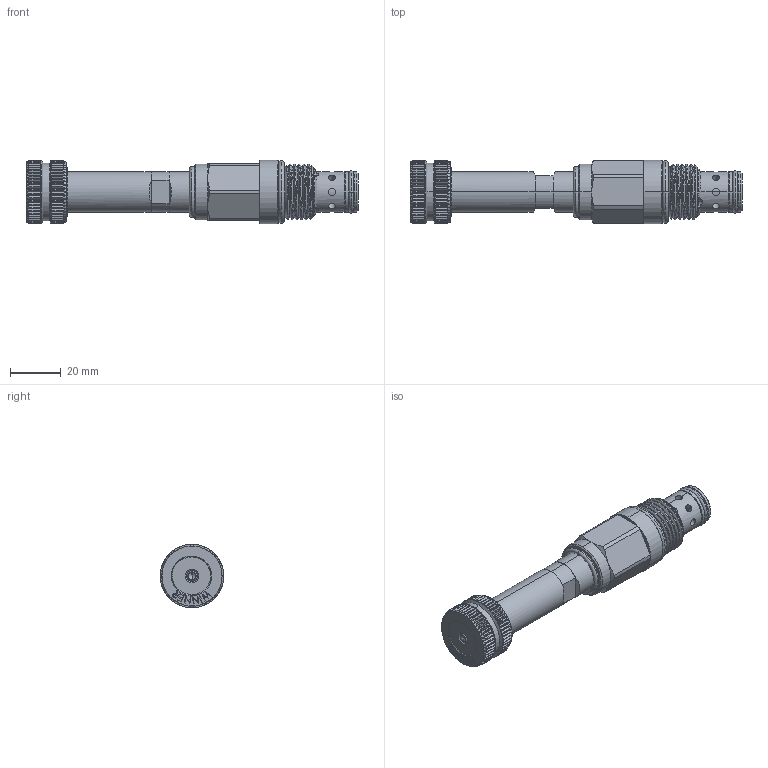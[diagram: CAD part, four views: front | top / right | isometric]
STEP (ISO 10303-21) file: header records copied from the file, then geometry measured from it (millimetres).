
FILE_DESCRIPTION (( 'STEP AP203' ), '1' );
FILE_NAME ('PRP10W2C-P-B.STEP', '2020-04-15T08:23:30', ( '' ), ( '' ), 'SwSTEP 2.0', 'SolidWorks 2018', '' );
FILE_SCHEMA (( 'CONFIG_CONTROL_DESIGN' ));
Length unit declared in the file: millimetre
Products named in the file (1): PRP10W2C-P-B
Bounding box: 130.6 x 25 x 25 mm (x, y, z)
Volume: 39133 mm3; surface area: 12455.2 mm2
Topology: 5 solids, 5 shells, 1038 faces, 2735 edges, 1719 vertices
Faces by surface type: plane 427, cylinder 413, cone 150, torus 28, bspline 14, sphere 6
Entity records: 39151 total; most frequent: CARTESIAN_POINT 14430, ORIENTED_EDGE 5466, DIRECTION 4856, EDGE_CURVE 2733, AXIS2_PLACEMENT_3D 1888, VERTEX_POINT 1719, VECTOR 1080, LINE 1080
